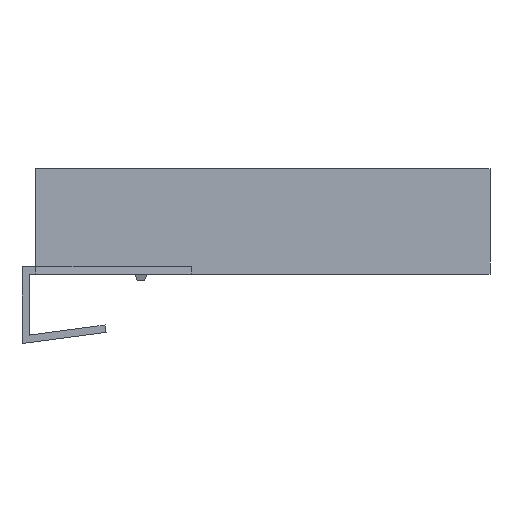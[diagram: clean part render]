
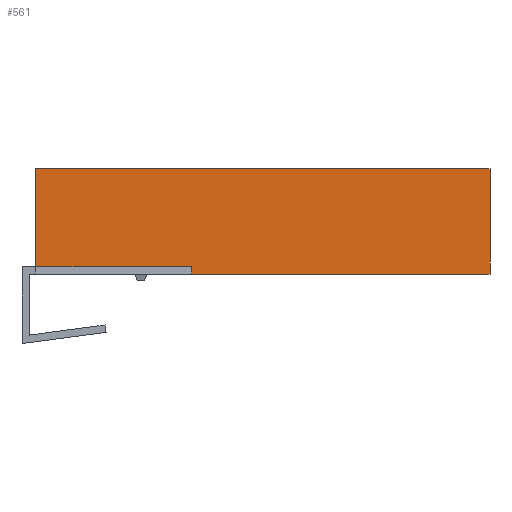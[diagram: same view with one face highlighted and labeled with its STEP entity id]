
A CAD part, left-side view. The second image highlights one B-rep face of the part: STEP entity #561.
In plain terms, the highlighted planar face has unit normal (-1, 0, 0).
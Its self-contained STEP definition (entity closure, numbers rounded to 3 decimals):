
#25 = VECTOR ( 'NONE', #788, 1000. ) ;
#33 = CARTESIAN_POINT ( 'NONE',  ( -6., 49.5, 23. ) ) ;
#38 = CARTESIAN_POINT ( 'NONE',  ( -6., 15.5, -34.234 ) ) ;
#39 = ORIENTED_EDGE ( 'NONE', *, *, #192, .F. ) ;
#64 = CARTESIAN_POINT ( 'NONE',  ( -6., -49.5, 0. ) ) ;
#65 = AXIS2_PLACEMENT_3D ( 'NONE', #33, #784, #464 ) ;
#115 = EDGE_CURVE ( 'NONE', #123, #437, #579, .T. ) ;
#123 = VERTEX_POINT ( 'NONE', #760 ) ;
#170 = ORIENTED_EDGE ( 'NONE', *, *, #637, .F. ) ;
#192 = EDGE_CURVE ( 'NONE', #427, #795, #331, .T. ) ;
#195 = CARTESIAN_POINT ( 'NONE',  ( -6., 49.5, 0. ) ) ;
#201 = EDGE_CURVE ( 'NONE', #427, #366, #594, .T. ) ;
#273 = DIRECTION ( 'NONE',  ( 0., 0., -1. ) ) ;
#276 = VECTOR ( 'NONE', #510, 1000. ) ;
#301 = VECTOR ( 'NONE', #722, 1000. ) ;
#327 = CARTESIAN_POINT ( 'NONE',  ( -6., 49.5, 23. ) ) ;
#331 = LINE ( 'NONE', #340, #301 ) ;
#340 = CARTESIAN_POINT ( 'NONE',  ( -6., 49.5, 23. ) ) ;
#350 = CARTESIAN_POINT ( 'NONE',  ( -6., -49.5, 23. ) ) ;
#366 = VERTEX_POINT ( 'NONE', #425 ) ;
#386 = CARTESIAN_POINT ( 'NONE',  ( -6., 15.5, 1.6 ) ) ;
#410 = CARTESIAN_POINT ( 'NONE',  ( -6., 49.5, 23. ) ) ;
#425 = CARTESIAN_POINT ( 'NONE',  ( -6., 49.5, 1.6 ) ) ;
#427 = VERTEX_POINT ( 'NONE', #327 ) ;
#437 = VERTEX_POINT ( 'NONE', #64 ) ;
#452 = VERTEX_POINT ( 'NONE', #386 ) ;
#464 = DIRECTION ( 'NONE',  ( 0., 1., 0. ) ) ;
#469 = PLANE ( 'NONE',  #65 ) ;
#476 = EDGE_CURVE ( 'NONE', #795, #437, #662, .T. ) ;
#490 = ORIENTED_EDGE ( 'NONE', *, *, #201, .T. ) ;
#496 = EDGE_LOOP ( 'NONE', ( #170, #611, #513, #669, #39, #490 ) ) ;
#503 = VECTOR ( 'NONE', #273, 1000. ) ;
#510 = DIRECTION ( 'NONE',  ( 0., -1., 0. ) ) ;
#513 = ORIENTED_EDGE ( 'NONE', *, *, #115, .T. ) ;
#561 = ADVANCED_FACE ( 'NONE', ( #660 ), #469, .F. ) ;
#579 = LINE ( 'NONE', #195, #276 ) ;
#589 = DIRECTION ( 'NONE',  ( 0., 0., -1. ) ) ;
#594 = LINE ( 'NONE', #410, #761 ) ;
#600 = LINE ( 'NONE', #668, #635 ) ;
#605 = DIRECTION ( 'NONE',  ( 0., 1., 0. ) ) ;
#611 = ORIENTED_EDGE ( 'NONE', *, *, #643, .F. ) ;
#618 = CARTESIAN_POINT ( 'NONE',  ( -6., -49.5, 23. ) ) ;
#635 = VECTOR ( 'NONE', #605, 1000. ) ;
#637 = EDGE_CURVE ( 'NONE', #452, #366, #600, .T. ) ;
#643 = EDGE_CURVE ( 'NONE', #123, #452, #724, .T. ) ;
#660 = FACE_OUTER_BOUND ( 'NONE', #496, .T. ) ;
#662 = LINE ( 'NONE', #350, #503 ) ;
#668 = CARTESIAN_POINT ( 'NONE',  ( -6., 15.5, 1.6 ) ) ;
#669 = ORIENTED_EDGE ( 'NONE', *, *, #476, .F. ) ;
#722 = DIRECTION ( 'NONE',  ( 0., -1., 0. ) ) ;
#724 = LINE ( 'NONE', #38, #25 ) ;
#760 = CARTESIAN_POINT ( 'NONE',  ( -6., 15.5, 0. ) ) ;
#761 = VECTOR ( 'NONE', #589, 1000. ) ;
#784 = DIRECTION ( 'NONE',  ( 1., 0., 0. ) ) ;
#788 = DIRECTION ( 'NONE',  ( 0., 0., 1. ) ) ;
#795 = VERTEX_POINT ( 'NONE', #618 ) ;
